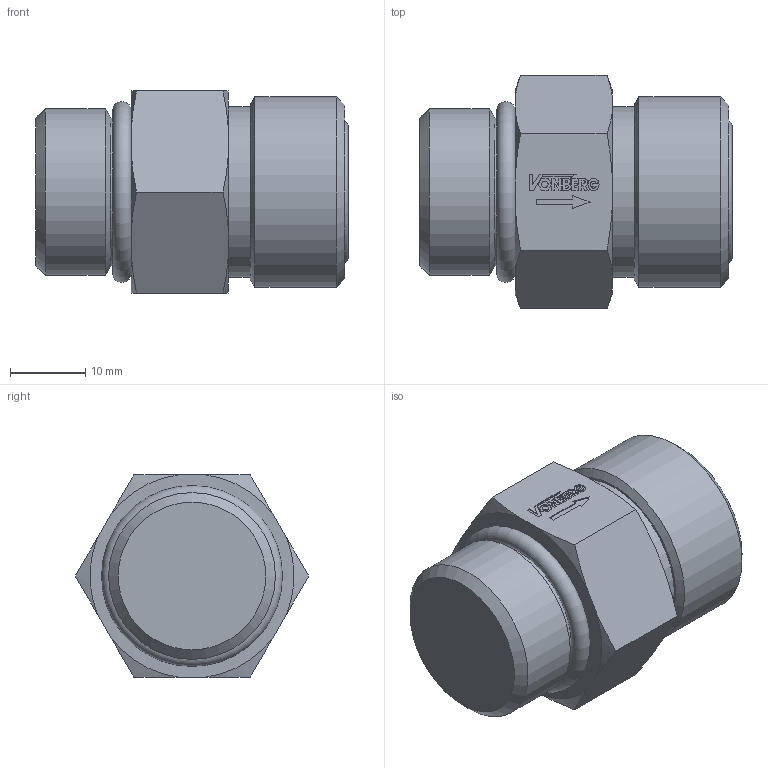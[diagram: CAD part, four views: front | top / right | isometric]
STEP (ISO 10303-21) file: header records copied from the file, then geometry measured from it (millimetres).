
FILE_DESCRIPTION((''),'2;1');
FILE_NAME('1910K.stp','2015-01-02T11:10:35',('jml'),(''),'Autodesk Inventor 2010','Autodesk Inventor 2010','');
FILE_SCHEMA(('AUTOMOTIVE_DESIGN { 1 0 10303 214 1 1 1 1 }'));
Length unit declared in the file: inch
Products named in the file (4): 1910K; 221062; 016 O-RING; 910 O-RING
Assembly tree (3 placements, depth 2):
  1910K
    221062
    016 O-RING
    910 O-RING
Bounding box: 41.61 x 31.09 x 26.92 mm (x, y, z)
Volume: 20506.3 mm3; surface area: 5670 mm2
Topology: 3 solids, 3 shells, 135 faces, 338 edges, 223 vertices
Faces by surface type: plane 96, cylinder 21, cone 16, torus 2
Full cylindrical faces by diameter (mm): 0.87 x1, 14.478 x1, 19.05 x1, 19.685 x1, 22.225 x1, 22.758 x1, 25.4 x1
Entity records: 4069 total; most frequent: CARTESIAN_POINT 740, ORIENTED_EDGE 654, DIRECTION 648, EDGE_CURVE 327, VECTOR 242, LINE 242, VERTEX_POINT 223, AXIS2_PLACEMENT_3D 203
